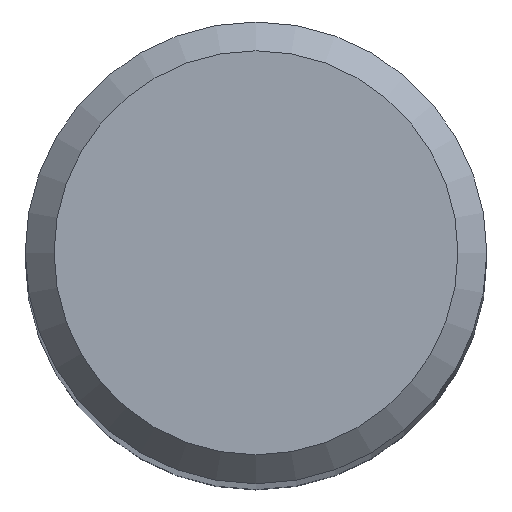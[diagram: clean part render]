
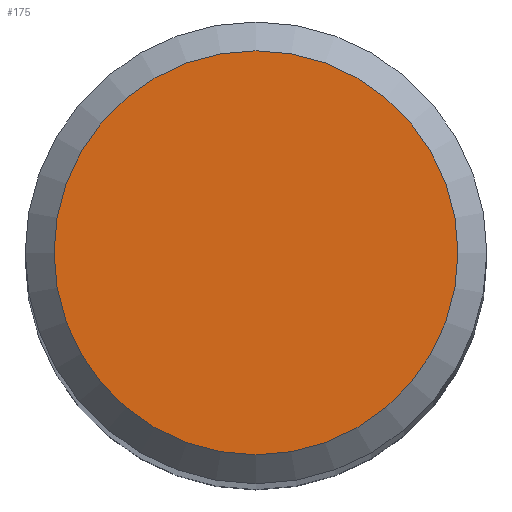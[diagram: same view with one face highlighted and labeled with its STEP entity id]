
A CAD part, top view. The second image highlights one B-rep face of the part: STEP entity #175.
In plain terms, the highlighted planar face has unit normal (0, 0, 1).
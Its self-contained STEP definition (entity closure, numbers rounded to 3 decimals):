
#21 = VERTEX_POINT ( 'NONE', #48 ) ;
#48 = CARTESIAN_POINT ( 'NONE',  ( 0., 3.5, 63. ) ) ;
#58 = EDGE_LOOP ( 'NONE', ( #119 ) ) ;
#71 = EDGE_CURVE ( 'NONE', #21, #21, #161, .T. ) ;
#77 = DIRECTION ( 'NONE',  ( 0., 0., -1. ) ) ;
#90 = PLANE ( 'NONE',  #126 ) ;
#113 = DIRECTION ( 'NONE',  ( 0., 1., 0. ) ) ;
#115 = DIRECTION ( 'NONE',  ( 0., 1., 0. ) ) ;
#119 = ORIENTED_EDGE ( 'NONE', *, *, #71, .F. ) ;
#126 = AXIS2_PLACEMENT_3D ( 'NONE', #157, #77, #115 ) ;
#145 = DIRECTION ( 'NONE',  ( 0., 0., -1. ) ) ;
#148 = AXIS2_PLACEMENT_3D ( 'NONE', #189, #145, #113 ) ;
#157 = CARTESIAN_POINT ( 'NONE',  ( 0., 0., 63. ) ) ;
#161 = CIRCLE ( 'NONE', #148, 3.5 ) ;
#175 = ADVANCED_FACE ( 'NONE', ( #190 ), #90, .F. ) ;
#189 = CARTESIAN_POINT ( 'NONE',  ( 0., 0., 63. ) ) ;
#190 = FACE_OUTER_BOUND ( 'NONE', #58, .T. ) ;
